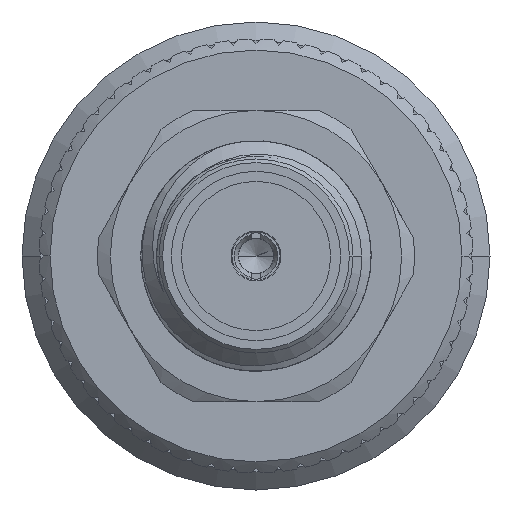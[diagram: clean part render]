
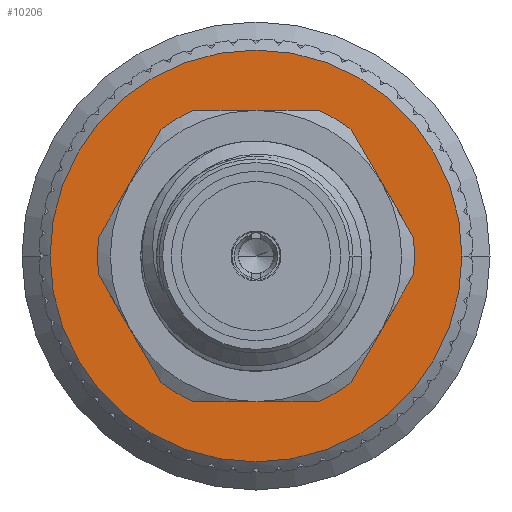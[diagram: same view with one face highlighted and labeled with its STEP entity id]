
A CAD part, left-side view. The second image highlights one B-rep face of the part: STEP entity #10206.
In plain terms, the highlighted planar face has unit normal (-1, 0, 0).
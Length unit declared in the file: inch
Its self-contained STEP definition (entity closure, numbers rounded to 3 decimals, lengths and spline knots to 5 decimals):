
#1015=CARTESIAN_POINT('',(0.32953,0.,0.));
#1016=DIRECTION('',(1.,0.,0.));
#1017=DIRECTION('',(0.,0.909,-0.418));
#1018=AXIS2_PLACEMENT_3D('',#1015,#1016,#1017);
#1025=CARTESIAN_POINT('',(0.32953,0.,0.));
#1026=DIRECTION('',(1.,0.,0.));
#1027=DIRECTION('',(0.,-1.,0.));
#1028=AXIS2_PLACEMENT_3D('',#1025,#1026,#1027);
#1030=CARTESIAN_POINT('',(0.32953,0.,0.));
#1031=DIRECTION('',(1.,0.,0.));
#1032=DIRECTION('',(0.,1.,0.));
#1033=AXIS2_PLACEMENT_3D('',#1030,#1031,#1032);
#6800=DIRECTION('',(0.,-1.,0.));
#6801=VECTOR('',#6800,0.02934);
#6802=CARTESIAN_POINT('',(0.32953,0.01467,
0.15748));
#6803=LINE('',#6802,#6801);
#6844=CARTESIAN_POINT('',(0.32953,0.,0.));
#6845=DIRECTION('',(1.,0.,0.));
#6846=DIRECTION('',(0.,-0.093,0.996));
#6847=AXIS2_PLACEMENT_3D('',#6844,#6845,#6846);
#6849=DIRECTION('',(0.,-0.5,-0.866));
#6850=VECTOR('',#6849,0.02934);
#6851=CARTESIAN_POINT('',(0.32953,-0.12905,
0.09145));
#6852=LINE('',#6851,#6850);
#6893=CARTESIAN_POINT('',(0.32953,0.,0.));
#6894=DIRECTION('',(1.,0.,0.));
#6895=DIRECTION('',(0.,-0.909,0.418));
#6896=AXIS2_PLACEMENT_3D('',#6893,#6894,#6895);
#6903=DIRECTION('',(0.,0.5,-0.866));
#6904=VECTOR('',#6903,0.02934);
#6905=CARTESIAN_POINT('',(0.32953,-0.14372,
-0.06603));
#6906=LINE('',#6905,#6904);
#6947=CARTESIAN_POINT('',(0.32953,0.,0.));
#6948=DIRECTION('',(1.,0.,0.));
#6949=DIRECTION('',(0.,-0.816,-0.578));
#6950=AXIS2_PLACEMENT_3D('',#6947,#6948,#6949);
#6952=DIRECTION('',(0.,1.,0.));
#6953=VECTOR('',#6952,0.02934);
#6954=CARTESIAN_POINT('',(0.32953,-0.01467,
-0.15748));
#6955=LINE('',#6954,#6953);
#6996=CARTESIAN_POINT('',(0.32953,0.,0.));
#6997=DIRECTION('',(1.,0.,0.));
#6998=DIRECTION('',(0.,0.093,-0.996));
#6999=AXIS2_PLACEMENT_3D('',#6996,#6997,#6998);
#7001=DIRECTION('',(0.,0.5,0.866));
#7002=VECTOR('',#7001,0.02934);
#7003=CARTESIAN_POINT('',(0.32953,0.12905,
-0.09145));
#7004=LINE('',#7003,#7002);
#7085=DIRECTION('',(0.,-0.5,0.866));
#7086=VECTOR('',#7085,0.02934);
#7087=CARTESIAN_POINT('',(0.32953,0.14372,
0.06603));
#7088=LINE('',#7087,#7086);
#7129=CARTESIAN_POINT('',(0.32953,0.,0.));
#7130=DIRECTION('',(1.,0.,0.));
#7131=DIRECTION('',(0.,0.816,0.578));
#7132=AXIS2_PLACEMENT_3D('',#7129,#7130,#7131);
#7777=CARTESIAN_POINT('',(0.32953,-0.22264,0.));
#7778=CARTESIAN_POINT('',(0.32953,0.22264,0.));
#7779=VERTEX_POINT('',#7777);
#7780=VERTEX_POINT('',#7778);
#8729=CARTESIAN_POINT('',(0.32953,0.01467,
0.15748));
#8730=CARTESIAN_POINT('',(0.32953,-0.01467,
0.15748));
#8731=VERTEX_POINT('',#8729);
#8732=VERTEX_POINT('',#8730);
#8733=CARTESIAN_POINT('',(0.32953,-0.12905,
0.09145));
#8734=CARTESIAN_POINT('',(0.32953,-0.14372,
0.06603));
#8735=VERTEX_POINT('',#8733);
#8736=VERTEX_POINT('',#8734);
#8737=CARTESIAN_POINT('',(0.32953,-0.14372,
-0.06603));
#8738=CARTESIAN_POINT('',(0.32953,-0.12905,
-0.09145));
#8739=VERTEX_POINT('',#8737);
#8740=VERTEX_POINT('',#8738);
#8741=CARTESIAN_POINT('',(0.32953,-0.01467,
-0.15748));
#8742=CARTESIAN_POINT('',(0.32953,0.01467,
-0.15748));
#8743=VERTEX_POINT('',#8741);
#8744=VERTEX_POINT('',#8742);
#8745=CARTESIAN_POINT('',(0.32953,0.12905,
-0.09145));
#8746=CARTESIAN_POINT('',(0.32953,0.14372,
-0.06603));
#8747=VERTEX_POINT('',#8745);
#8748=VERTEX_POINT('',#8746);
#8749=CARTESIAN_POINT('',(0.32953,0.14372,
0.06603));
#8750=CARTESIAN_POINT('',(0.32953,0.12905,
0.09145));
#8751=VERTEX_POINT('',#8749);
#8752=VERTEX_POINT('',#8750);
#10170=CARTESIAN_POINT('',(0.32953,0.,0.));
#10171=DIRECTION('',(-1.,0.,0.));
#10172=DIRECTION('',(0.,1.,0.));
#10173=AXIS2_PLACEMENT_3D('',#10170,#10171,#10172);
#10174=PLANE('',#10173);
#10176=ORIENTED_EDGE('',*,*,#10175,.T.);
#10178=ORIENTED_EDGE('',*,*,#10177,.T.);
#10179=EDGE_LOOP('',(#10176,#10178));
#10180=FACE_OUTER_BOUND('',#10179,.F.);
#10182=ORIENTED_EDGE('',*,*,#10181,.F.);
#10184=ORIENTED_EDGE('',*,*,#10183,.F.);
#10186=ORIENTED_EDGE('',*,*,#10185,.F.);
#10187=ORIENTED_EDGE('',*,*,#10160,.F.);
#10189=ORIENTED_EDGE('',*,*,#10188,.F.);
#10191=ORIENTED_EDGE('',*,*,#10190,.F.);
#10193=ORIENTED_EDGE('',*,*,#10192,.F.);
#10195=ORIENTED_EDGE('',*,*,#10194,.F.);
#10197=ORIENTED_EDGE('',*,*,#10196,.F.);
#10199=ORIENTED_EDGE('',*,*,#10198,.F.);
#10201=ORIENTED_EDGE('',*,*,#10200,.F.);
#10203=ORIENTED_EDGE('',*,*,#10202,.F.);
#10204=EDGE_LOOP('',(#10182,#10184,#10186,#10187,#10189,#10191,#10193,#10195,
#10197,#10199,#10201,#10203));
#10205=FACE_BOUND('',#10204,.F.);
#10206=ADVANCED_FACE('',(#10180,#10205),#10174,.T.);
#1019=CIRCLE('',#1018,0.15816);
#1029=CIRCLE('',#1028,0.22264);
#1034=CIRCLE('',#1033,0.22264);
#6848=CIRCLE('',#6847,0.15816);
#6897=CIRCLE('',#6896,0.15816);
#6951=CIRCLE('',#6950,0.15816);
#7000=CIRCLE('',#6999,0.15816);
#7133=CIRCLE('',#7132,0.15816);
#10160=EDGE_CURVE('',#8748,#8751,#1019,.T.);
#10175=EDGE_CURVE('',#7779,#7780,#1029,.T.);
#10177=EDGE_CURVE('',#7780,#7779,#1034,.T.);
#10181=EDGE_CURVE('',#8731,#8732,#6803,.T.);
#10183=EDGE_CURVE('',#8752,#8731,#7133,.T.);
#10185=EDGE_CURVE('',#8751,#8752,#7088,.T.);
#10188=EDGE_CURVE('',#8747,#8748,#7004,.T.);
#10190=EDGE_CURVE('',#8744,#8747,#7000,.T.);
#10192=EDGE_CURVE('',#8743,#8744,#6955,.T.);
#10194=EDGE_CURVE('',#8740,#8743,#6951,.T.);
#10196=EDGE_CURVE('',#8739,#8740,#6906,.T.);
#10198=EDGE_CURVE('',#8736,#8739,#6897,.T.);
#10200=EDGE_CURVE('',#8735,#8736,#6852,.T.);
#10202=EDGE_CURVE('',#8732,#8735,#6848,.T.);
